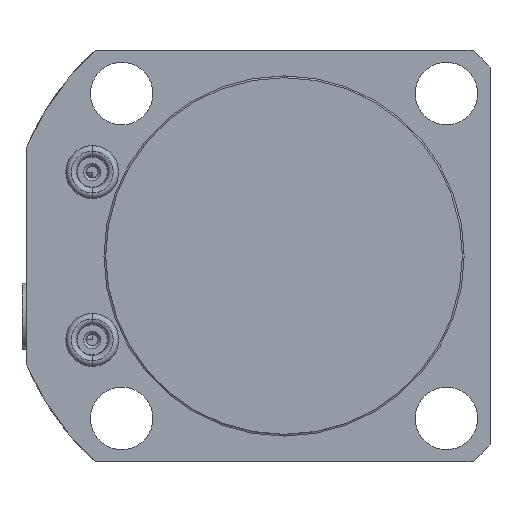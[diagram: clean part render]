
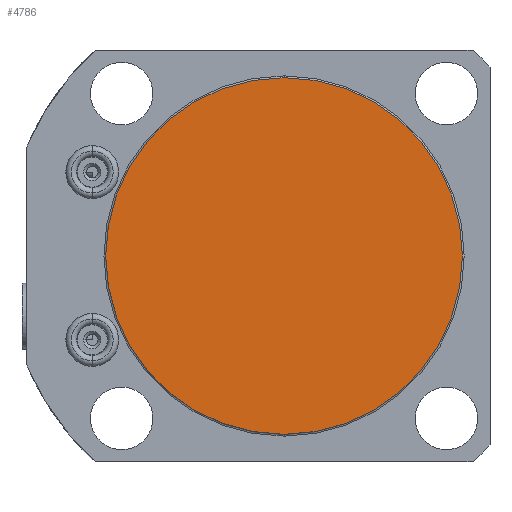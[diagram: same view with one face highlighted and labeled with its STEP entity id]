
A CAD part, front view. The second image highlights one B-rep face of the part: STEP entity #4786.
In plain terms, the highlighted planar face has unit normal (0, -1, 0).
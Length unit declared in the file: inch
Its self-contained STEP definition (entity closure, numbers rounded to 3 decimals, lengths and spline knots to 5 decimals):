
#2364=CARTESIAN_POINT('',(0.,0.,0.));
#2365=DIRECTION('',(0.,-1.,0.));
#2366=DIRECTION('',(0.,0.,1.));
#2367=AXIS2_PLACEMENT_3D('',#2364,#2365,#2366);
#2372=CARTESIAN_POINT('',(0.,0.,0.));
#2373=DIRECTION('',(0.,-1.,0.));
#2374=DIRECTION('',(0.,0.,-1.));
#2375=AXIS2_PLACEMENT_3D('',#2372,#2373,#2374);
#2414=CARTESIAN_POINT('',(0.,0.,1.5155));
#2415=CARTESIAN_POINT('',(0.,0.,-1.5155));
#2416=VERTEX_POINT('',#2414);
#2417=VERTEX_POINT('',#2415);
#4777=CARTESIAN_POINT('',(0.,0.,0.));
#4778=DIRECTION('',(0.,1.,0.));
#4779=DIRECTION('',(0.,0.,1.));
#4780=AXIS2_PLACEMENT_3D('',#4777,#4778,#4779);
#4781=PLANE('',#4780);
#4782=ORIENTED_EDGE('',*,*,#4757,.F.);
#4783=ORIENTED_EDGE('',*,*,#4771,.F.);
#4784=EDGE_LOOP('',(#4782,#4783));
#4785=FACE_OUTER_BOUND('',#4784,.F.);
#4786=ADVANCED_FACE('',(#4785),#4781,.F.);
#2368=CIRCLE('',#2367,1.5155);
#2376=CIRCLE('',#2375,1.5155);
#4757=EDGE_CURVE('',#2416,#2417,#2368,.T.);
#4771=EDGE_CURVE('',#2417,#2416,#2376,.T.);
